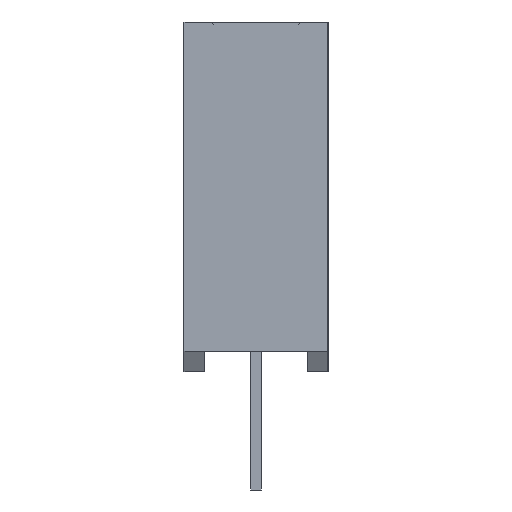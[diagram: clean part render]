
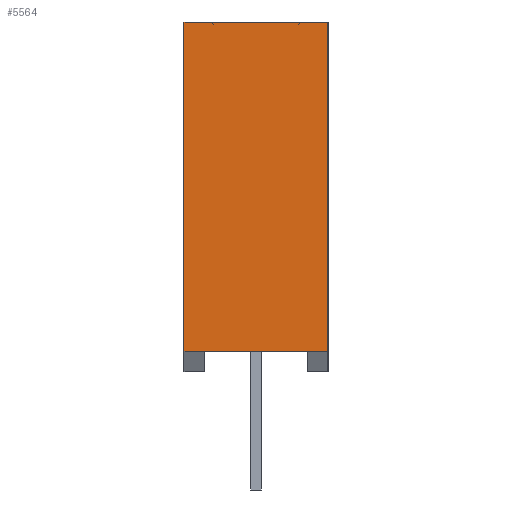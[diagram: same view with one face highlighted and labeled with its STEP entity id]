
A CAD part, left-side view. The second image highlights one B-rep face of the part: STEP entity #5564.
In plain terms, the highlighted planar face has unit normal (-1, 0, 0).
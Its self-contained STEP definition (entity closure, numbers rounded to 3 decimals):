
#80=DIRECTION('',(0.,1.,0.));
#81=VECTOR('',#80,3.556);
#82=CARTESIAN_POINT('',(-15.24,-1.778,0.));
#83=LINE('',#82,#81);
#296=DIRECTION('',(0.,0.,-1.));
#297=VECTOR('',#296,8.128);
#298=CARTESIAN_POINT('',(-15.24,1.778,0.));
#299=LINE('',#298,#297);
#616=DIRECTION('',(0.,1.,0.));
#617=VECTOR('',#616,3.556);
#618=CARTESIAN_POINT('',(-15.24,-1.778,-8.128));
#619=LINE('',#618,#617);
#1336=DIRECTION('',(0.,0.,-1.));
#1337=VECTOR('',#1336,8.128);
#1338=CARTESIAN_POINT('',(-15.24,-1.778,0.));
#1339=LINE('',#1338,#1337);
#3292=CARTESIAN_POINT('',(-15.24,-1.778,0.));
#3293=VERTEX_POINT('',#3292);
#3294=CARTESIAN_POINT('',(-15.24,1.778,0.));
#3295=VERTEX_POINT('',#3294);
#3300=CARTESIAN_POINT('',(-15.24,-1.778,-8.128));
#3301=CARTESIAN_POINT('',(-15.24,1.778,-8.128));
#3302=VERTEX_POINT('',#3300);
#3303=VERTEX_POINT('',#3301);
#5553=CARTESIAN_POINT('',(-15.24,-1.778,0.));
#5554=DIRECTION('',(-1.,0.,0.));
#5555=DIRECTION('',(0.,1.,0.));
#5556=AXIS2_PLACEMENT_3D('',#5553,#5554,#5555);
#5557=PLANE('',#5556);
#5558=ORIENTED_EDGE('',*,*,#4337,.F.);
#5559=ORIENTED_EDGE('',*,*,#4991,.T.);
#5560=ORIENTED_EDGE('',*,*,#4671,.T.);
#5561=ORIENTED_EDGE('',*,*,#4496,.F.);
#5562=EDGE_LOOP('',(#5558,#5559,#5560,#5561));
#5563=FACE_OUTER_BOUND('',#5562,.F.);
#5564=ADVANCED_FACE('',(#5563),#5557,.T.);
#4337=EDGE_CURVE('',#3293,#3295,#83,.T.);
#4496=EDGE_CURVE('',#3295,#3303,#299,.T.);
#4671=EDGE_CURVE('',#3302,#3303,#619,.T.);
#4991=EDGE_CURVE('',#3293,#3302,#1339,.T.);
